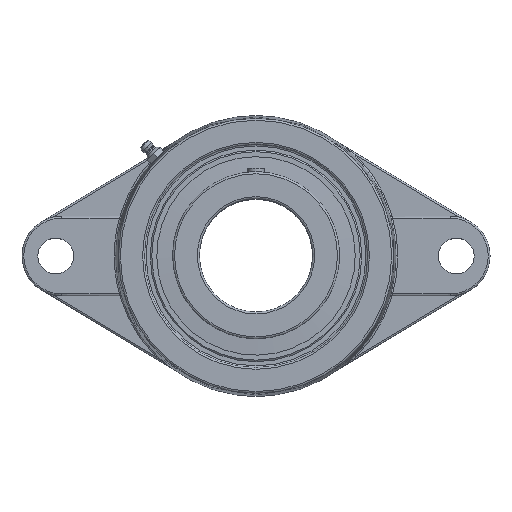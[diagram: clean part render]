
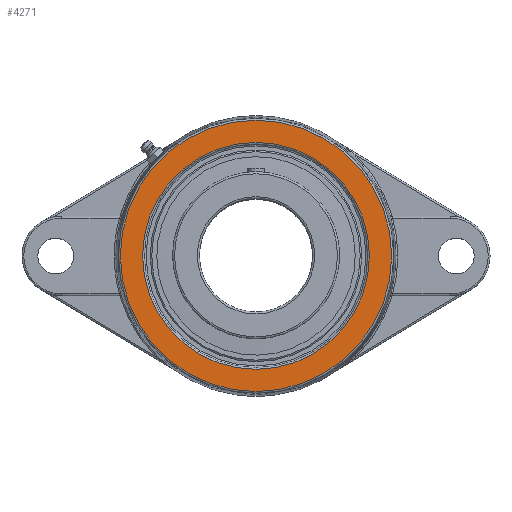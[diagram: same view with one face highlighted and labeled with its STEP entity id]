
A CAD part, top view. The second image highlights one B-rep face of the part: STEP entity #4271.
In plain terms, the highlighted planar face has unit normal (0, 0, 1).
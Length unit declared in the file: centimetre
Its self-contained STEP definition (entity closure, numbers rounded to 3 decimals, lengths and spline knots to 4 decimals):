
#4219=CARTESIAN_POINT('',(-6.8415,0.,5.));
#4220=VERTEX_POINT('',#4219);
#4232=CARTESIAN_POINT('',(0.,6.8415,5.));
#4233=VERTEX_POINT('',#4232);
#4234=CARTESIAN_POINT('',(0.,0.,5.));
#4235=DIRECTION('',(-0.,0.,-1.));
#4236=DIRECTION('',(-0.,-1.,0.));
#4237=AXIS2_PLACEMENT_3D('',#4234,#4235,#4236);
#4238=CIRCLE('',#4237,6.8415);
#4239=EDGE_CURVE('',#4220,#4233,#4238,.T.);
#4241=CARTESIAN_POINT('',(0.,0.,5.));
#4242=DIRECTION('',(-0.,0.,-1.));
#4243=DIRECTION('',(-0.,-1.,0.));
#4244=AXIS2_PLACEMENT_3D('',#4241,#4242,#4243);
#4245=CIRCLE('',#4244,6.8415);
#4246=EDGE_CURVE('',#4233,#4220,#4245,.T.);
#4251=CARTESIAN_POINT('',(-0.,-0.,5.));
#4252=DIRECTION('',(0.,0.,1.));
#4253=DIRECTION('',(1.,0.,0.));
#4254=AXIS2_PLACEMENT_3D('',#4251,#4252,#4253);
#4255=PLANE('',#4254);
#4256=CARTESIAN_POINT('',(0.,-5.7206,5.));
#4257=VERTEX_POINT('',#4256);
#4258=CARTESIAN_POINT('',(0.,0.,5.));
#4259=DIRECTION('',(0.,-0.,1.));
#4260=DIRECTION('',(0.,1.,0.));
#4261=AXIS2_PLACEMENT_3D('',#4258,#4259,#4260);
#4262=CIRCLE('',#4261,5.7206);
#4263=EDGE_CURVE('',#4257,#4257,#4262,.T.);
#4264=ORIENTED_EDGE('',*,*,#4263,.F.);
#4265=EDGE_LOOP('',(#4264));
#4266=FACE_BOUND('',#4265,.T.);
#4267=ORIENTED_EDGE('',*,*,#4239,.F.);
#4268=ORIENTED_EDGE('',*,*,#4246,.F.);
#4269=EDGE_LOOP('',(#4267,#4268));
#4270=FACE_BOUND('',#4269,.T.);
#4271=ADVANCED_FACE('',(#4266,#4270),#4255,.T.);
